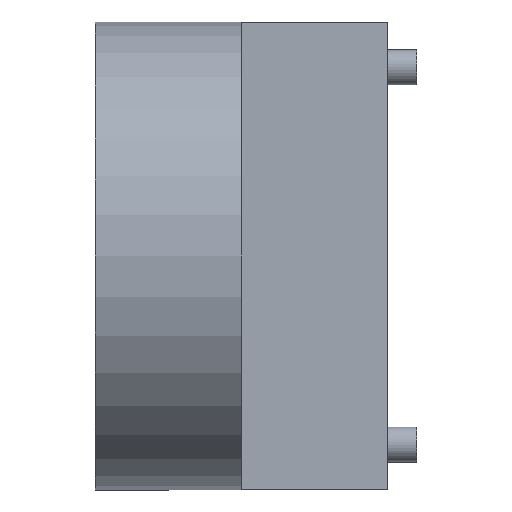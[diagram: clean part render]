
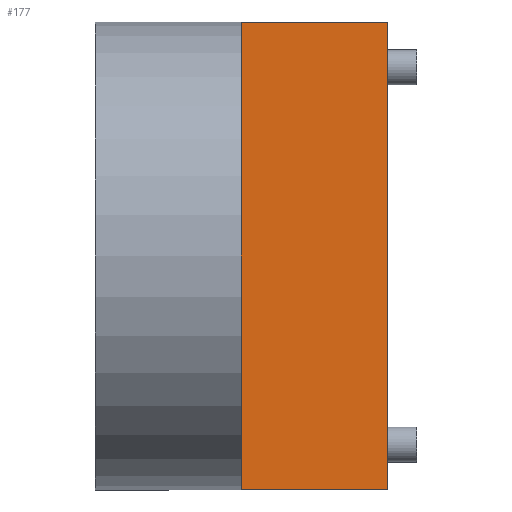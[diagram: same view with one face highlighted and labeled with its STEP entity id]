
A CAD part, left-side view. The second image highlights one B-rep face of the part: STEP entity #177.
In plain terms, the highlighted planar face has unit normal (-1, 0, 0).
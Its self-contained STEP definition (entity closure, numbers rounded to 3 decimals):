
#9 = VECTOR ( 'NONE', #493, 1000. ) ;
#14 = CARTESIAN_POINT ( 'NONE',  ( -4., 2.5, 4. ) ) ;
#34 = CARTESIAN_POINT ( 'NONE',  ( -4., 2., 4. ) ) ;
#64 = LINE ( 'NONE', #179, #195 ) ;
#105 = CARTESIAN_POINT ( 'NONE',  ( -4., 2., 0. ) ) ;
#109 = ORIENTED_EDGE ( 'NONE', *, *, #185, .F. ) ;
#116 = CARTESIAN_POINT ( 'NONE',  ( -4., 2., -4. ) ) ;
#147 = CARTESIAN_POINT ( 'NONE',  ( -4., 2.5, 0. ) ) ;
#162 = VERTEX_POINT ( 'NONE', #334 ) ;
#177 = ADVANCED_FACE ( 'NONE', ( #798 ), #339, .F. ) ;
#178 = LINE ( 'NONE', #34, #781 ) ;
#179 = CARTESIAN_POINT ( 'NONE',  ( -4., 0., 0. ) ) ;
#185 = EDGE_CURVE ( 'NONE', #162, #575, #283, .T. ) ;
#191 = ORIENTED_EDGE ( 'NONE', *, *, #953, .F. ) ;
#195 = VECTOR ( 'NONE', #198, 1000. ) ;
#198 = DIRECTION ( 'NONE',  ( 0., 0., 1. ) ) ;
#200 = AXIS2_PLACEMENT_3D ( 'NONE', #105, #255, #258 ) ;
#209 = DIRECTION ( 'NONE',  ( 0., -1., 0. ) ) ;
#219 = CARTESIAN_POINT ( 'NONE',  ( -4., 0., -4. ) ) ;
#237 = ORIENTED_EDGE ( 'NONE', *, *, #816, .T. ) ;
#255 = DIRECTION ( 'NONE',  ( 1., 0., 0. ) ) ;
#258 = DIRECTION ( 'NONE',  ( 0., 0., -1. ) ) ;
#283 = LINE ( 'NONE', #609, #504 ) ;
#328 = EDGE_CURVE ( 'NONE', #162, #439, #438, .T. ) ;
#334 = CARTESIAN_POINT ( 'NONE',  ( -4., 2.5, -4. ) ) ;
#339 = PLANE ( 'NONE',  #200 ) ;
#363 = ORIENTED_EDGE ( 'NONE', *, *, #719, .F. ) ;
#375 = EDGE_LOOP ( 'NONE', ( #237, #191, #363, #109, #714 ) ) ;
#403 = DIRECTION ( 'NONE',  ( 0., 0., 1. ) ) ;
#410 = CARTESIAN_POINT ( 'NONE',  ( -4., 0., 4. ) ) ;
#432 = LINE ( 'NONE', #758, #824 ) ;
#438 = LINE ( 'NONE', #116, #9 ) ;
#439 = VERTEX_POINT ( 'NONE', #219 ) ;
#493 = DIRECTION ( 'NONE',  ( 0., -1., 0. ) ) ;
#504 = VECTOR ( 'NONE', #403, 1000. ) ;
#524 = DIRECTION ( 'NONE',  ( 0., 0., 1. ) ) ;
#575 = VERTEX_POINT ( 'NONE', #147 ) ;
#609 = CARTESIAN_POINT ( 'NONE',  ( -4., 2.5, 0. ) ) ;
#714 = ORIENTED_EDGE ( 'NONE', *, *, #328, .T. ) ;
#719 = EDGE_CURVE ( 'NONE', #575, #823, #432, .T. ) ;
#758 = CARTESIAN_POINT ( 'NONE',  ( -4., 2.5, 0. ) ) ;
#781 = VECTOR ( 'NONE', #209, 1000. ) ;
#798 = FACE_OUTER_BOUND ( 'NONE', #375, .T. ) ;
#816 = EDGE_CURVE ( 'NONE', #439, #886, #64, .T. ) ;
#823 = VERTEX_POINT ( 'NONE', #14 ) ;
#824 = VECTOR ( 'NONE', #524, 1000. ) ;
#886 = VERTEX_POINT ( 'NONE', #410 ) ;
#953 = EDGE_CURVE ( 'NONE', #823, #886, #178, .T. ) ;
